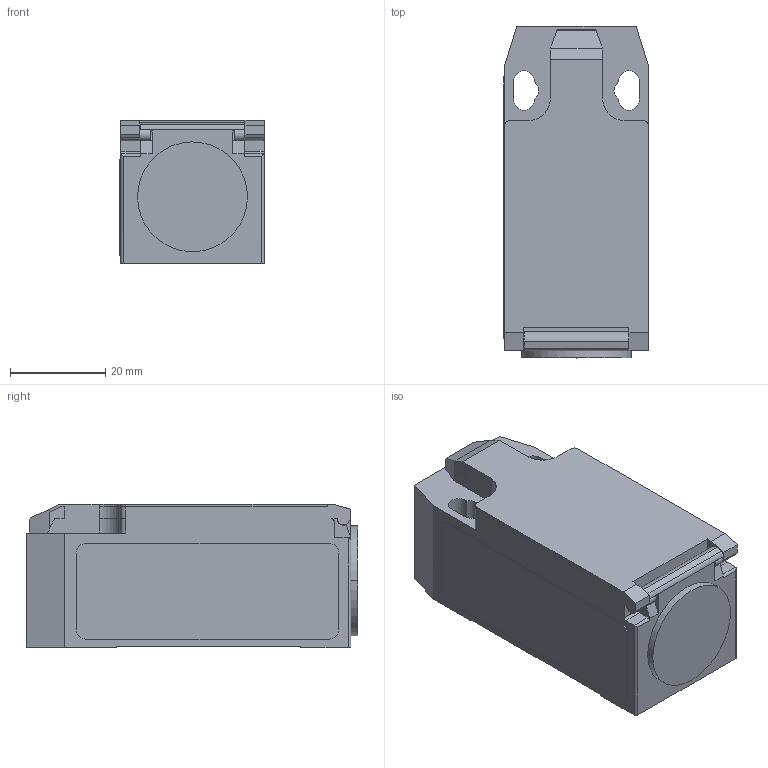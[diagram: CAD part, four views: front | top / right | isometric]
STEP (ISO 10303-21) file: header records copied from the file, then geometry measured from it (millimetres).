
FILE_DESCRIPTION((''),'2;1');
FILE_NAME('3d_KXCBL21.stp','2012-10-03T07:33:49',(''),(''),'Mechanical Desktop 2011','Mechanical Desktop 2011',', , ');
FILE_SCHEMA(('CONFIG_CONTROL_DESIGN'));
Length unit declared in the file: millimetre
Products named in the file (1): Product
Bounding box: 30.2 x 69.5 x 30 mm (x, y, z)
Volume: 56322.7 mm3; surface area: 11285.9 mm2
Topology: 1 solids, 1 shells, 123 faces, 386 edges, 277 vertices
Faces by surface type: plane 80, cylinder 40, bspline 3
Entity records: 4399 total; most frequent: CARTESIAN_POINT 811, ORIENTED_EDGE 746, DIRECTION 712, EDGE_CURVE 373, VECTOR 302, LINE 302, VERTEX_POINT 252, AXIS2_PLACEMENT_3D 205
